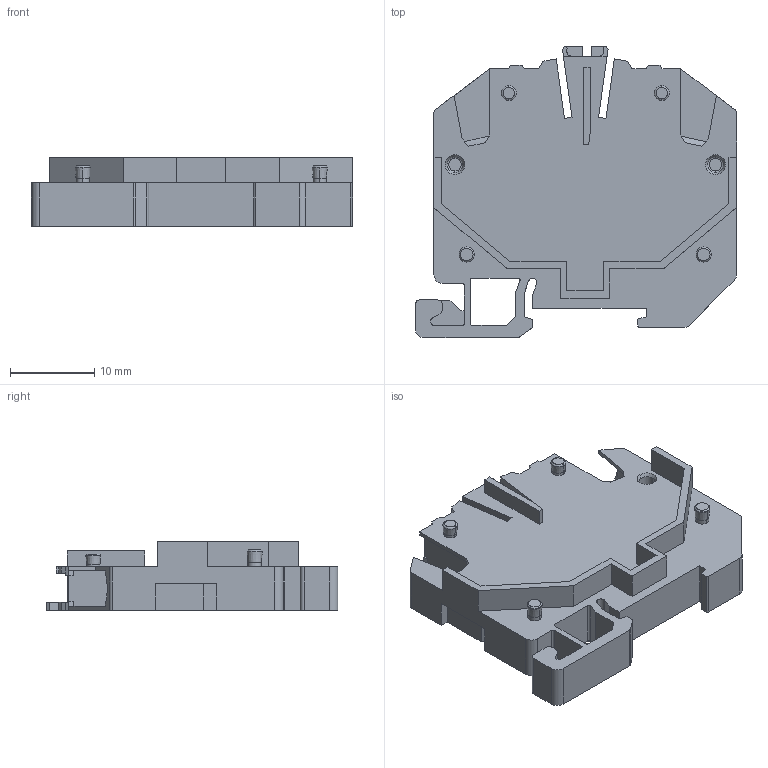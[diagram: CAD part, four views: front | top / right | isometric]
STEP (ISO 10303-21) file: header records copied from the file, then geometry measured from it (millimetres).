
FILE_DESCRIPTION(('CoCreate Modeling STEP Export'),'2;1');
FILE_NAME('HPP.2.stp','2010-05-06T11:02:06',(''),(''),'CoCreate Modeling STEP processor for AP214 (Solid Model)','CoCreate Modeling 16.00A 16-Aug-2008 (C) Parametric Technology GmbH','');
FILE_SCHEMA(('AUTOMOTIVE_DESIGN { 1 0 10303 214 1 1 1 1 }'));
Length unit declared in the file: millimetre
Products named in the file (2): HPP.2
Assembly tree (1 placements, depth 2):
  HPP.2
    HPP.2
Bounding box: 38.2 x 34.7 x 8.2 mm (x, y, z)
Volume: 4419.2 mm3; surface area: 4352.5 mm2
Topology: 1 solids, 1 shells, 358 faces, 966 edges, 625 vertices
Faces by surface type: plane 225, cylinder 69, cone 40, torus 20, bspline 2, extrusion 2
Entity records: 10440 total; most frequent: ORIENTED_EDGE 1932, CARTESIAN_POINT 1898, DIRECTION 1563, EDGE_CURVE 966, VECTOR 727, LINE 725, VERTEX_POINT 625, AXIS2_PLACEMENT_3D 418
